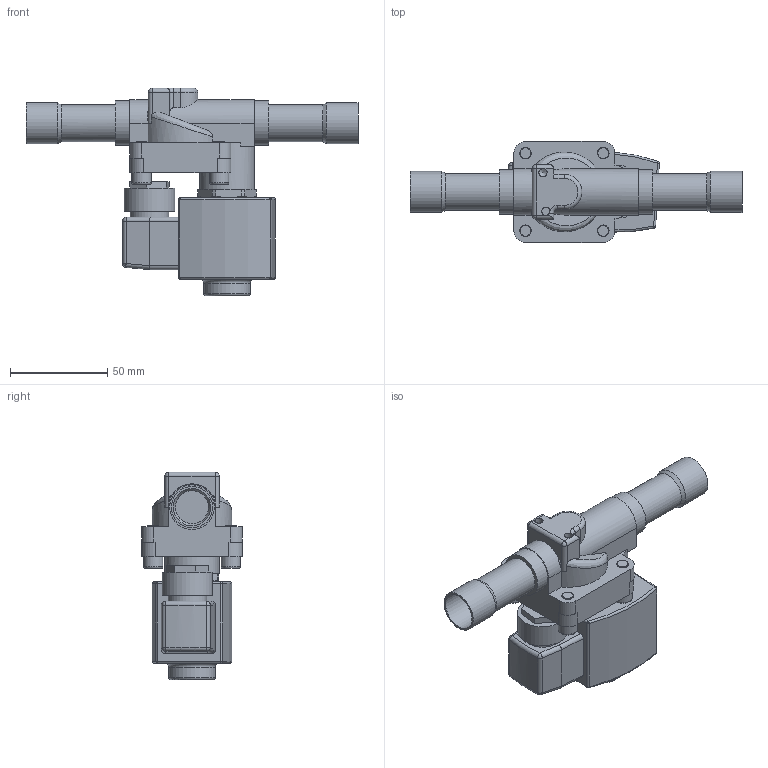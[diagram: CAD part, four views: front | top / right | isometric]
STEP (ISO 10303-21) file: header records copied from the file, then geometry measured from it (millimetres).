
FILE_DESCRIPTION(/* description */ (''),/* implementation_level */ '2;1');
FILE_NAME(/* name */ '032L1229R.stp',/* time_stamp */ '2022-08-16T11:31:17+03:00',/* author */ ('U403152'),/* organization */ (''),/* preprocessor_version */ 'ST-DEVELOPER v18.1',/* originating_system */ 'Autodesk Inventor 2020',/* authorisation */ '');
FILE_SCHEMA (('AUTOMOTIVE_DESIGN { 1 0 10303 214 3 1 1 }'));
Length unit declared in the file: millimetre
Products named in the file (1): Part1
Bounding box: 171 x 52 x 106.9 mm (x, y, z)
Volume: 207149.2 mm3; surface area: 49836.2 mm2
Topology: 1 solids, 7 shells, 294 faces, 741 edges, 480 vertices
Faces by surface type: plane 147, cylinder 90, cone 22, torus 16, sphere 14, bspline 5
Full cylindrical faces by diameter (mm): 4.2 x2, 6 x8, 6.5 x4, 10 x5, 11.6 x1, 12 x1, 12.7 x1, 13.1 x1, 13.2 x1, 14.8 x1, 17 x2, 18 x1, 19 x2, 19.2 x2, 20 x1, 21.2 x2, 23 x2, 24 x1, 26 x1, 28 x1
Entity records: 9682 total; most frequent: CARTESIAN_POINT 2382, DIRECTION 1621, ORIENTED_EDGE 1466, EDGE_CURVE 733, AXIS2_PLACEMENT_3D 640, VERTEX_POINT 480, LINE 341, VECTOR 341
